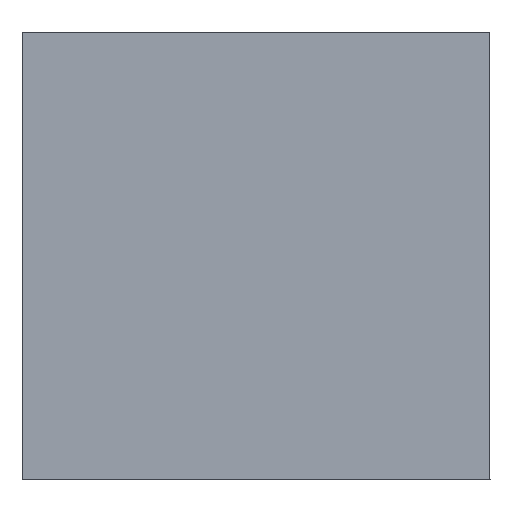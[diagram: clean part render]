
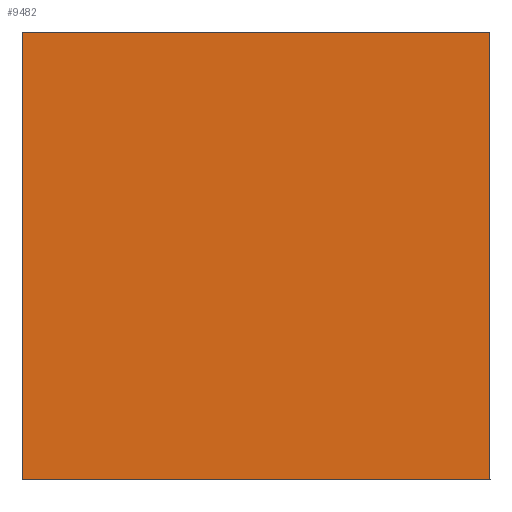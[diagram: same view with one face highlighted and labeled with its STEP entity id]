
A CAD part, front view. The second image highlights one B-rep face of the part: STEP entity #9482.
In plain terms, the highlighted planar face has unit normal (0, -1, 0).
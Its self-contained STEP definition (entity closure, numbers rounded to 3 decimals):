
#792=PLANE('',#10041);
#1129=FACE_OUTER_BOUND('',#1645,.T.);
#1645=EDGE_LOOP('',(#6879,#6880,#6881,#6882));
#2385=LINE('',#12762,#3398);
#2386=LINE('',#12764,#3399);
#2387=LINE('',#12766,#3400);
#2388=LINE('',#12767,#3401);
#3398=VECTOR('',#10759,10.);
#3399=VECTOR('',#10760,10.);
#3400=VECTOR('',#10761,10.);
#3401=VECTOR('',#10762,10.);
#4379=VERTEX_POINT('',#12760);
#4380=VERTEX_POINT('',#12761);
#4381=VERTEX_POINT('',#12763);
#4382=VERTEX_POINT('',#12765);
#5359=EDGE_CURVE('',#4379,#4380,#2385,.T.);
#5360=EDGE_CURVE('',#4380,#4381,#2386,.T.);
#5361=EDGE_CURVE('',#4381,#4382,#2387,.T.);
#5362=EDGE_CURVE('',#4382,#4379,#2388,.T.);
#6879=ORIENTED_EDGE('',*,*,#5359,.T.);
#6880=ORIENTED_EDGE('',*,*,#5360,.T.);
#6881=ORIENTED_EDGE('',*,*,#5361,.T.);
#6882=ORIENTED_EDGE('',*,*,#5362,.T.);
#9482=ADVANCED_FACE('',(#1129),#792,.T.);
#10041=AXIS2_PLACEMENT_3D('',#12759,#10757,#10758);
#10757=DIRECTION('center_axis',(0.,-1.,0.));
#10758=DIRECTION('ref_axis',(0.,0.,-1.));
#10759=DIRECTION('',(0.,0.,-1.));
#10760=DIRECTION('',(1.,0.,0.));
#10761=DIRECTION('',(0.,0.,1.));
#10762=DIRECTION('',(-1.,0.,0.));
#12759=CARTESIAN_POINT('Origin',(0.15,-3.64,0.));
#12760=CARTESIAN_POINT('',(-44.925,-3.64,43.075));
#12761=CARTESIAN_POINT('',(-44.925,-3.64,-43.075));
#12762=CARTESIAN_POINT('',(-44.925,-3.64,43.075));
#12763=CARTESIAN_POINT('',(45.225,-3.64,-43.075));
#12764=CARTESIAN_POINT('',(-44.925,-3.64,-43.075));
#12765=CARTESIAN_POINT('',(45.225,-3.64,43.075));
#12766=CARTESIAN_POINT('',(45.225,-3.64,-43.075));
#12767=CARTESIAN_POINT('',(45.225,-3.64,43.075));
